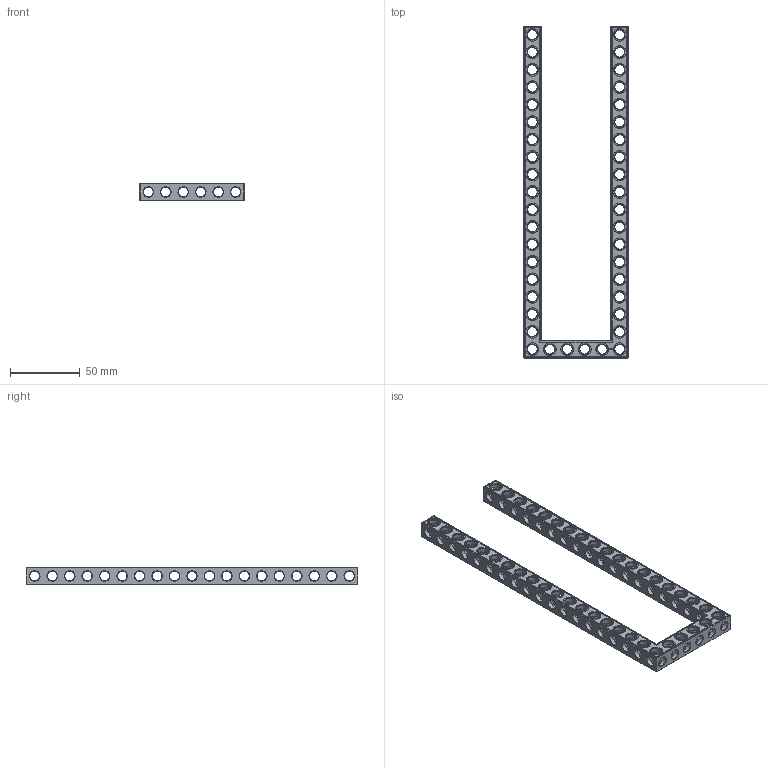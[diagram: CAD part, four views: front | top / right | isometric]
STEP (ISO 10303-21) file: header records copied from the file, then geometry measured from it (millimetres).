
FILE_DESCRIPTION(('FreeCAD Model'),'2;1');
FILE_NAME('Open CASCADE Shape Model','2022-02-23T20:23:47',( 'Paulo Kiefe'),('STEMFIE.org'),'Open CASCADE STEP processor 7.5', 'FreeCAD','Unknown');
FILE_SCHEMA(('AUTOMOTIVE_DESIGN { 1 0 10303 214 1 1 1 1 }'));
Products named in the file (1): Beam AGD ESS USH SYM BU06x19x01 - SPN-BEM-0375 (stemfie.org)
Bounding box: 75 x 237.5 x 12.5 mm (x, y, z)
Volume: 41051.3 mm3; surface area: 36623.3 mm2
Topology: 1 solids, 1 shells, 1000 faces, 3055 edges, 1963 vertices
Faces by surface type: plane 419, cylinder 253, cone 170, extrusion 158
Full cylindrical faces by diameter (mm): 6.98 x40, 7 x171, 9.2 x42
Entity records: 261519 total; most frequent: CARTESIAN_POINT 204909, DIRECTION 9043, ORIENTED_EDGE 6110, PCURVE 6110, DEFINITIONAL_REPRESENTATION 6110, VECTOR 5643, LINE 5485, EDGE_CURVE 3055
